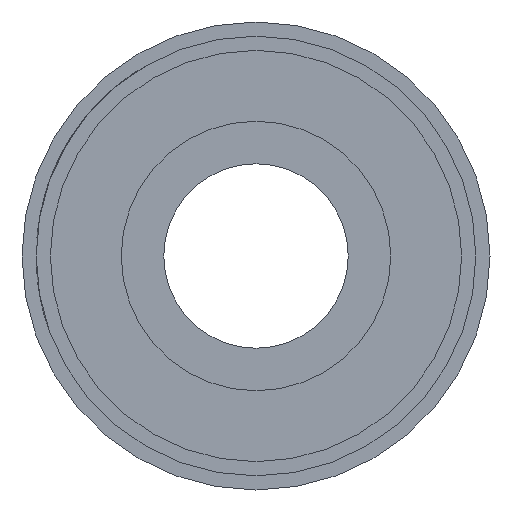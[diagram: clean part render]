
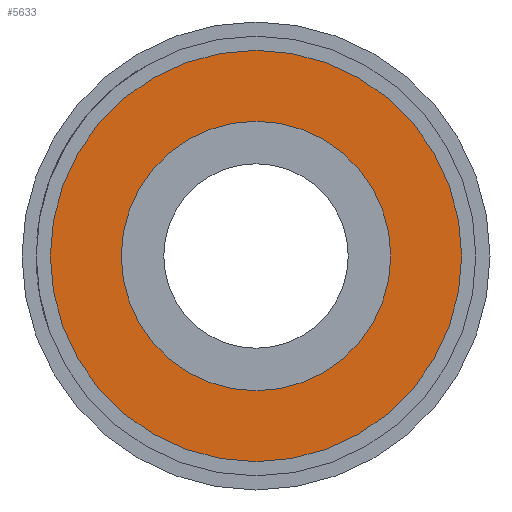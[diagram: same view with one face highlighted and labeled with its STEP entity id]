
A CAD part, left-side view. The second image highlights one B-rep face of the part: STEP entity #5633.
In plain terms, the highlighted planar face has unit normal (-1, 0, 0).
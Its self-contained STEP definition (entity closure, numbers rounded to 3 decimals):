
#429 = CARTESIAN_POINT ( 'NONE',  ( 0., 0., 0. ) ) ;
#462 = EDGE_LOOP ( 'NONE', ( #7513, #6607 ) ) ;
#659 = AXIS2_PLACEMENT_3D ( 'NONE', #429, #2460, #5103 ) ;
#1001 = FACE_BOUND ( 'NONE', #462, .T. ) ;
#1086 = DIRECTION ( 'NONE',  ( 0., 0., 1. ) ) ;
#1413 = DIRECTION ( 'NONE',  ( -1., 0., 0. ) ) ;
#1694 = DIRECTION ( 'NONE',  ( 1., 0., 0. ) ) ;
#1732 = CARTESIAN_POINT ( 'NONE',  ( 0., 0., 0. ) ) ;
#2328 = CIRCLE ( 'NONE', #8288, 14.5 ) ;
#2348 = CARTESIAN_POINT ( 'NONE',  ( 0., 0., 0. ) ) ;
#2460 = DIRECTION ( 'NONE',  ( -1., 0., 0. ) ) ;
#2600 = CIRCLE ( 'NONE', #659, 9.5 ) ;
#2883 = CARTESIAN_POINT ( 'NONE',  ( 0., 0., 14.5 ) ) ;
#2911 = ORIENTED_EDGE ( 'NONE', *, *, #5127, .T. ) ;
#3252 = DIRECTION ( 'NONE',  ( -1., 0., 0. ) ) ;
#3400 = DIRECTION ( 'NONE',  ( 0., 0., 1. ) ) ;
#3645 = FACE_OUTER_BOUND ( 'NONE', #6474, .T. ) ;
#3679 = CARTESIAN_POINT ( 'NONE',  ( 0., 0., 9.5 ) ) ;
#4436 = VERTEX_POINT ( 'NONE', #3679 ) ;
#4993 = DIRECTION ( 'NONE',  ( 0., 0., -1. ) ) ;
#5074 = CARTESIAN_POINT ( 'NONE',  ( 0., 0., -14.5 ) ) ;
#5103 = DIRECTION ( 'NONE',  ( 0., 0., 1. ) ) ;
#5127 = EDGE_CURVE ( 'NONE', #6517, #7909, #6052, .T. ) ;
#5633 = ADVANCED_FACE ( 'NONE', ( #1001, #3645 ), #5640, .F. ) ;
#5640 = PLANE ( 'NONE',  #6881 ) ;
#5658 = CARTESIAN_POINT ( 'NONE',  ( 0., 0., 0. ) ) ;
#5959 = VERTEX_POINT ( 'NONE', #7521 ) ;
#6001 = CIRCLE ( 'NONE', #7809, 9.5 ) ;
#6052 = CIRCLE ( 'NONE', #6185, 14.5 ) ;
#6185 = AXIS2_PLACEMENT_3D ( 'NONE', #5658, #3252, #8353 ) ;
#6474 = EDGE_LOOP ( 'NONE', ( #6528, #2911 ) ) ;
#6517 = VERTEX_POINT ( 'NONE', #5074 ) ;
#6528 = ORIENTED_EDGE ( 'NONE', *, *, #7195, .T. ) ;
#6607 = ORIENTED_EDGE ( 'NONE', *, *, #8494, .F. ) ;
#6881 = AXIS2_PLACEMENT_3D ( 'NONE', #2348, #1694, #4993 ) ;
#7025 = DIRECTION ( 'NONE',  ( -1., 0., 0. ) ) ;
#7195 = EDGE_CURVE ( 'NONE', #7909, #6517, #2328, .T. ) ;
#7359 = CARTESIAN_POINT ( 'NONE',  ( 0., 0., 0. ) ) ;
#7410 = EDGE_CURVE ( 'NONE', #4436, #5959, #2600, .T. ) ;
#7513 = ORIENTED_EDGE ( 'NONE', *, *, #7410, .F. ) ;
#7521 = CARTESIAN_POINT ( 'NONE',  ( 0., 0., -9.5 ) ) ;
#7809 = AXIS2_PLACEMENT_3D ( 'NONE', #7359, #1413, #3400 ) ;
#7909 = VERTEX_POINT ( 'NONE', #2883 ) ;
#8288 = AXIS2_PLACEMENT_3D ( 'NONE', #1732, #7025, #1086 ) ;
#8353 = DIRECTION ( 'NONE',  ( 0., 0., 1. ) ) ;
#8494 = EDGE_CURVE ( 'NONE', #5959, #4436, #6001, .T. ) ;
